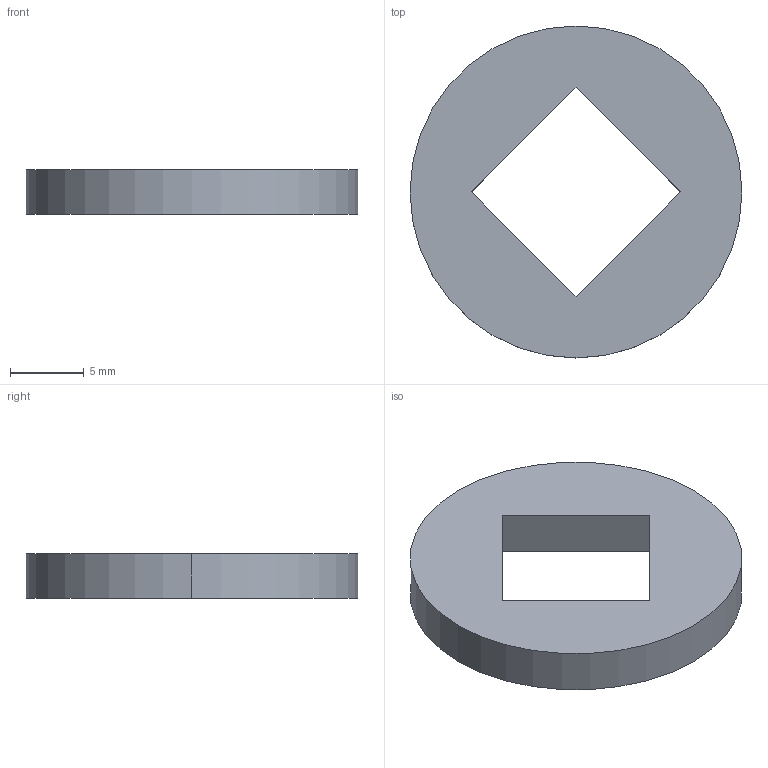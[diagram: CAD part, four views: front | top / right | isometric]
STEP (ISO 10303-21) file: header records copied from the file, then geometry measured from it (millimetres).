
FILE_DESCRIPTION (( 'STEP AP203' ), '1' );
FILE_NAME ('AC-25-W-1.STEP', '2008-10-16T07:30:16', ( ' ' ), ( ' ' ), 'SwSTEP 2.0', 'SolidWorks 2007', '' );
FILE_SCHEMA (( 'CONFIG_CONTROL_DESIGN' ));
Length unit declared in the file: millimetre
Products named in the file (1): AC-25-W-1
Bounding box: 22.5 x 22.5 x 3 mm (x, y, z)
Volume: 892.8 mm3; surface area: 927.3 mm2
Topology: 1 solids, 1 shells, 8 faces, 18 edges, 12 vertices
Faces by surface type: plane 6, cylinder 2
Entity records: 307 total; most frequent: DIRECTION 40, CARTESIAN_POINT 39, ORIENTED_EDGE 36, EDGE_CURVE 18, VECTOR 14, LINE 14, AXIS2_PLACEMENT_3D 13, VERTEX_POINT 12
